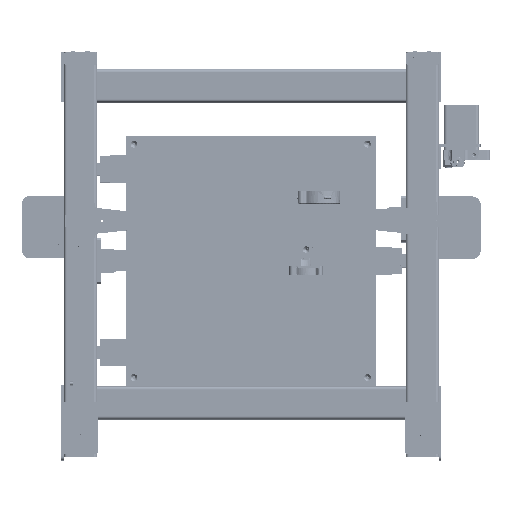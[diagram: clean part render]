
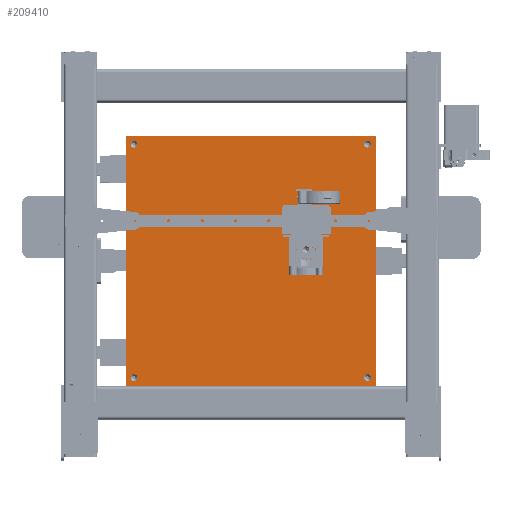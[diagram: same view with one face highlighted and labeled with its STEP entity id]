
A CAD part, top view. The second image highlights one B-rep face of the part: STEP entity #209410.
In plain terms, the highlighted free-form (B-spline) face has degree [1, 1] with [2, 2] control points.
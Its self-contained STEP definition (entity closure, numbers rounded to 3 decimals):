
#209297 = VERTEX_POINT('',#209298);
#209298 = CARTESIAN_POINT('',(92.428,-527.003,
    -102.022));
#209305 = EDGE_CURVE('',#209297,#209297,#209306,.T.);
#209306 = ( BOUNDED_CURVE() B_SPLINE_CURVE(2,(#209307,#209308,#209309,
    #209310,#209311,#209312,#209313),.UNSPECIFIED.,.T.,.F.) 
B_SPLINE_CURVE_WITH_KNOTS((1,2,2,2,2,1),(-2.094,0.,
    2.094,4.189,6.283,8.378),
.UNSPECIFIED.) CURVE() GEOMETRIC_REPRESENTATION_ITEM() 
RATIONAL_B_SPLINE_CURVE((1.,0.5,1.,0.5,1.,0.5,1.)) REPRESENTATION_ITEM(
  '') );
#209307 = CARTESIAN_POINT('',(92.428,-527.003,
    -102.022));
#209308 = CARTESIAN_POINT('',(92.428,-517.29,
    -102.022));
#209309 = CARTESIAN_POINT('',(84.016,-522.146,
    -102.022));
#209310 = CARTESIAN_POINT('',(75.605,-527.003,
    -102.022));
#209311 = CARTESIAN_POINT('',(84.016,-531.859,
    -102.022));
#209312 = CARTESIAN_POINT('',(92.428,-536.716,
    -102.022));
#209313 = CARTESIAN_POINT('',(92.428,-527.003,
    -102.022));
#209410 = ADVANCED_FACE('',(#209411,#209414,#209444,#209458,#209472),
  #209486,.T.);
#209411 = FACE_BOUND('',#209412,.T.);
#209412 = EDGE_LOOP('',(#209413));
#209413 = ORIENTED_EDGE('',*,*,#209305,.F.);
#209414 = FACE_BOUND('',#209415,.T.);
#209415 = EDGE_LOOP('',(#209416,#209425,#209432,#209439));
#209416 = ORIENTED_EDGE('',*,*,#209417,.T.);
#209417 = EDGE_CURVE('',#209418,#209420,#209422,.T.);
#209418 = VERTEX_POINT('',#209419);
#209419 = CARTESIAN_POINT('',(73.307,-135.129,
    -102.022));
#209420 = VERTEX_POINT('',#209421);
#209421 = CARTESIAN_POINT('',(73.307,-540.516,
    -102.022));
#209422 = B_SPLINE_CURVE_WITH_KNOTS('',1,(#209423,#209424),
  .UNSPECIFIED.,.F.,.F.,(2,2),(0.,300.),
  .PIECEWISE_BEZIER_KNOTS.);
#209423 = CARTESIAN_POINT('',(73.307,-135.129,
    -102.022));
#209424 = CARTESIAN_POINT('',(73.307,-540.516,
    -102.022));
#209425 = ORIENTED_EDGE('',*,*,#209426,.T.);
#209426 = EDGE_CURVE('',#209420,#209427,#209429,.T.);
#209427 = VERTEX_POINT('',#209428);
#209428 = CARTESIAN_POINT('',(478.694,-540.516,
    -102.022));
#209429 = B_SPLINE_CURVE_WITH_KNOTS('',1,(#209430,#209431),
  .UNSPECIFIED.,.F.,.F.,(2,2),(0.,300.),
  .PIECEWISE_BEZIER_KNOTS.);
#209430 = CARTESIAN_POINT('',(73.307,-540.516,
    -102.022));
#209431 = CARTESIAN_POINT('',(478.694,-540.516,
    -102.022));
#209432 = ORIENTED_EDGE('',*,*,#209433,.T.);
#209433 = EDGE_CURVE('',#209427,#209434,#209436,.T.);
#209434 = VERTEX_POINT('',#209435);
#209435 = CARTESIAN_POINT('',(478.694,-135.129,
    -102.022));
#209436 = B_SPLINE_CURVE_WITH_KNOTS('',1,(#209437,#209438),
  .UNSPECIFIED.,.F.,.F.,(2,2),(0.,300.),
  .PIECEWISE_BEZIER_KNOTS.);
#209437 = CARTESIAN_POINT('',(478.694,-540.516,
    -102.022));
#209438 = CARTESIAN_POINT('',(478.694,-135.129,
    -102.022));
#209439 = ORIENTED_EDGE('',*,*,#209440,.T.);
#209440 = EDGE_CURVE('',#209434,#209418,#209441,.T.);
#209441 = B_SPLINE_CURVE_WITH_KNOTS('',1,(#209442,#209443),
  .UNSPECIFIED.,.F.,.F.,(2,2),(0.,300.),
  .PIECEWISE_BEZIER_KNOTS.);
#209442 = CARTESIAN_POINT('',(478.694,-135.129,
    -102.022));
#209443 = CARTESIAN_POINT('',(73.307,-135.129,
    -102.022));
#209444 = FACE_BOUND('',#209445,.T.);
#209445 = EDGE_LOOP('',(#209446));
#209446 = ORIENTED_EDGE('',*,*,#209447,.F.);
#209447 = EDGE_CURVE('',#209448,#209448,#209450,.T.);
#209448 = VERTEX_POINT('',#209449);
#209449 = CARTESIAN_POINT('',(470.789,-527.003,
    -102.022));
#209450 = ( BOUNDED_CURVE() B_SPLINE_CURVE(2,(#209451,#209452,#209453,
    #209454,#209455,#209456,#209457),.UNSPECIFIED.,.T.,.F.) 
B_SPLINE_CURVE_WITH_KNOTS((1,2,2,2,2,1),(-2.094,0.,
    2.094,4.189,6.283,8.378),
.UNSPECIFIED.) CURVE() GEOMETRIC_REPRESENTATION_ITEM() 
RATIONAL_B_SPLINE_CURVE((1.,0.5,1.,0.5,1.,0.5,1.)) REPRESENTATION_ITEM(
  '') );
#209451 = CARTESIAN_POINT('',(470.789,-527.003,
    -102.022));
#209452 = CARTESIAN_POINT('',(470.789,-517.29,
    -102.022));
#209453 = CARTESIAN_POINT('',(462.377,-522.146,
    -102.022));
#209454 = CARTESIAN_POINT('',(453.966,-527.003,
    -102.022));
#209455 = CARTESIAN_POINT('',(462.377,-531.859,
    -102.022));
#209456 = CARTESIAN_POINT('',(470.789,-536.716,
    -102.022));
#209457 = CARTESIAN_POINT('',(470.789,-527.003,
    -102.022));
#209458 = FACE_BOUND('',#209459,.T.);
#209459 = EDGE_LOOP('',(#209460));
#209460 = ORIENTED_EDGE('',*,*,#209461,.F.);
#209461 = EDGE_CURVE('',#209462,#209462,#209464,.T.);
#209462 = VERTEX_POINT('',#209463);
#209463 = CARTESIAN_POINT('',(470.789,-148.642,
    -102.022));
#209464 = ( BOUNDED_CURVE() B_SPLINE_CURVE(2,(#209465,#209466,#209467,
    #209468,#209469,#209470,#209471),.UNSPECIFIED.,.T.,.F.) 
B_SPLINE_CURVE_WITH_KNOTS((1,2,2,2,2,1),(-2.094,0.,
    2.094,4.189,6.283,8.378),
.UNSPECIFIED.) CURVE() GEOMETRIC_REPRESENTATION_ITEM() 
RATIONAL_B_SPLINE_CURVE((1.,0.5,1.,0.5,1.,0.5,1.)) REPRESENTATION_ITEM(
  '') );
#209465 = CARTESIAN_POINT('',(470.789,-148.642,
    -102.022));
#209466 = CARTESIAN_POINT('',(470.789,-138.929,
    -102.022));
#209467 = CARTESIAN_POINT('',(462.377,-143.785,
    -102.022));
#209468 = CARTESIAN_POINT('',(453.966,-148.642,
    -102.022));
#209469 = CARTESIAN_POINT('',(462.377,-153.498,
    -102.022));
#209470 = CARTESIAN_POINT('',(470.789,-158.355,
    -102.022));
#209471 = CARTESIAN_POINT('',(470.789,-148.642,
    -102.022));
#209472 = FACE_BOUND('',#209473,.T.);
#209473 = EDGE_LOOP('',(#209474));
#209474 = ORIENTED_EDGE('',*,*,#209475,.F.);
#209475 = EDGE_CURVE('',#209476,#209476,#209478,.T.);
#209476 = VERTEX_POINT('',#209477);
#209477 = CARTESIAN_POINT('',(92.428,-148.642,
    -102.022));
#209478 = ( BOUNDED_CURVE() B_SPLINE_CURVE(2,(#209479,#209480,#209481,
    #209482,#209483,#209484,#209485),.UNSPECIFIED.,.T.,.F.) 
B_SPLINE_CURVE_WITH_KNOTS((1,2,2,2,2,1),(-2.094,0.,
    2.094,4.189,6.283,8.378),
.UNSPECIFIED.) CURVE() GEOMETRIC_REPRESENTATION_ITEM() 
RATIONAL_B_SPLINE_CURVE((1.,0.5,1.,0.5,1.,0.5,1.)) REPRESENTATION_ITEM(
  '') );
#209479 = CARTESIAN_POINT('',(92.428,-148.642,
    -102.022));
#209480 = CARTESIAN_POINT('',(92.428,-138.929,
    -102.022));
#209481 = CARTESIAN_POINT('',(84.016,-143.785,
    -102.022));
#209482 = CARTESIAN_POINT('',(75.605,-148.642,
    -102.022));
#209483 = CARTESIAN_POINT('',(84.016,-153.498,
    -102.022));
#209484 = CARTESIAN_POINT('',(92.428,-158.355,
    -102.022));
#209485 = CARTESIAN_POINT('',(92.428,-148.642,
    -102.022));
#209486 = B_SPLINE_SURFACE_WITH_KNOTS('',1,1,(
    (#209487,#209488)
    ,(#209489,#209490
    )),.UNSPECIFIED.,.F.,.F.,.F.,(2,2),(2,2),(-150.,
    150.),(-150.,150.),.PIECEWISE_BEZIER_KNOTS.);
#209487 = CARTESIAN_POINT('',(73.307,-540.516,
    -102.022));
#209488 = CARTESIAN_POINT('',(73.307,-135.129,
    -102.022));
#209489 = CARTESIAN_POINT('',(478.694,-540.516,
    -102.022));
#209490 = CARTESIAN_POINT('',(478.694,-135.129,
    -102.022));
